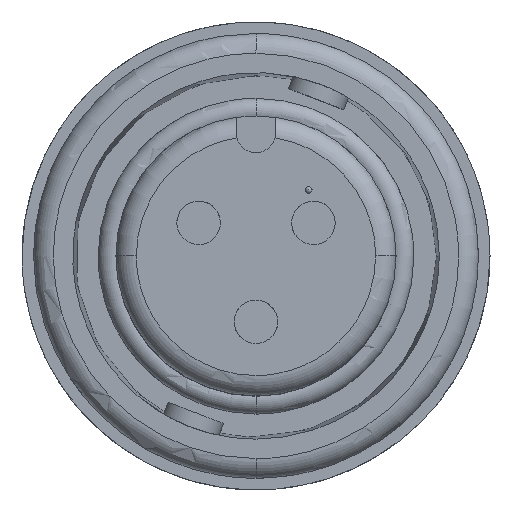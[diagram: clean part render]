
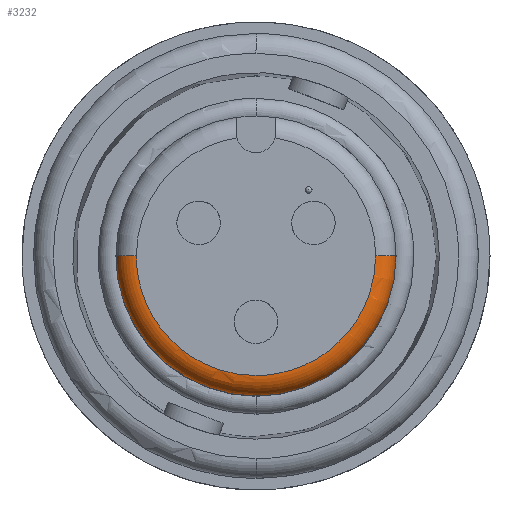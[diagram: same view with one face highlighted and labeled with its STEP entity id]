
A CAD part, top view. The second image highlights one B-rep face of the part: STEP entity #3232.
In plain terms, the highlighted toroidal (fillet/blend) face has major radius 4.61 mm and minor radius 0.787 mm.
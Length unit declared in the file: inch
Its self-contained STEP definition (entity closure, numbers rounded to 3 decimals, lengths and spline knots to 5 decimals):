
#474 = CARTESIAN_POINT ( 'NONE',  ( -0.09141, -0.15859, 0.313 ) ) ;
#1283 = CIRCLE ( 'NONE', #6673, 0.031 ) ;
#1314 = CARTESIAN_POINT ( 'NONE',  ( 0., -0.1815, 0.313 ) ) ;
#1543 = TOROIDAL_SURFACE ( 'NONE', #11032, 0.1815, 0.031 ) ;
#1912 = EDGE_CURVE ( 'NONE', #5613, #11550, #20924, .T. ) ;
#2156 = CARTESIAN_POINT ( 'NONE',  ( -0.14514, -0.11154, 0.313 ) ) ;
#2599 = EDGE_CURVE ( 'NONE', #19598, #11599, #1283, .T. ) ;
#2690 = CARTESIAN_POINT ( 'NONE',  ( 0., 0., 0.282 ) ) ;
#3216 = ORIENTED_EDGE ( 'NONE', *, *, #1912, .T. ) ;
#3232 = ADVANCED_FACE ( 'NONE', ( #18819 ), #1543, .T. ) ;
#3825 = CARTESIAN_POINT ( 'NONE',  ( -0.17678, -0.04751, 0.313 ) ) ;
#4804 = B_SPLINE_CURVE_WITH_KNOTS ( 'NONE', 3,
 ( #18825, #20507, #10465, #474, #12161, #2156, #13826, #3825, #15533, #5505 ),
 .UNSPECIFIED., .F., .F.,
 ( 4, 2, 2, 2, 4 ),
 ( 0., 0.25, 0.5, 0.75, 1. ),
 .UNSPECIFIED. ) ;
#5165 = AXIS2_PLACEMENT_3D ( 'NONE', #18580, #8553, #20272 ) ;
#5505 = CARTESIAN_POINT ( 'NONE',  ( -0.1815, 0., 0.313 ) ) ;
#5613 = VERTEX_POINT ( 'NONE', #12981 ) ;
#6277 = CARTESIAN_POINT ( 'NONE',  ( 0.17678, -0.04751, 0.313 ) ) ;
#6499 = EDGE_CURVE ( 'NONE', #5613, #19598, #18267, .T. ) ;
#6673 = AXIS2_PLACEMENT_3D ( 'NONE', #7675, #19383, #9340 ) ;
#7277 = CARTESIAN_POINT ( 'NONE',  ( -0.2125, 0., 0.282 ) ) ;
#7505 = DIRECTION ( 'NONE',  ( 1., 0., 0. ) ) ;
#7675 = CARTESIAN_POINT ( 'NONE',  ( -0.1815, 0., 0.282 ) ) ;
#7962 = CARTESIAN_POINT ( 'NONE',  ( 0.14514, -0.11154, 0.313 ) ) ;
#8012 = CARTESIAN_POINT ( 'NONE',  ( 0.1815, 0., 0.282 ) ) ;
#8353 = CARTESIAN_POINT ( 'NONE',  ( 0., -0.1815, 0.313 ) ) ;
#8531 = ORIENTED_EDGE ( 'NONE', *, *, #14386, .T. ) ;
#8553 = DIRECTION ( 'NONE',  ( 0., 0., -1. ) ) ;
#9340 = DIRECTION ( 'NONE',  ( -1., 0., 0. ) ) ;
#9631 = CARTESIAN_POINT ( 'NONE',  ( 0.09141, -0.15859, 0.313 ) ) ;
#9690 = DIRECTION ( 'NONE',  ( 0., 0., -1. ) ) ;
#10001 = VERTEX_POINT ( 'NONE', #8353 ) ;
#10465 = CARTESIAN_POINT ( 'NONE',  ( -0.04751, -0.17678, 0.313 ) ) ;
#11032 = AXIS2_PLACEMENT_3D ( 'NONE', #2690, #17528, #7505 ) ;
#11318 = CARTESIAN_POINT ( 'NONE',  ( 0.02376, -0.1815, 0.313 ) ) ;
#11550 = VERTEX_POINT ( 'NONE', #19356 ) ;
#11599 = VERTEX_POINT ( 'NONE', #14437 ) ;
#12161 = CARTESIAN_POINT ( 'NONE',  ( -0.11154, -0.14514, 0.313 ) ) ;
#12981 = CARTESIAN_POINT ( 'NONE',  ( 0.2125, 0., 0.282 ) ) ;
#13196 = ORIENTED_EDGE ( 'NONE', *, *, #17890, .T. ) ;
#13826 = CARTESIAN_POINT ( 'NONE',  ( -0.15859, -0.09141, 0.313 ) ) ;
#14234 = ORIENTED_EDGE ( 'NONE', *, *, #6499, .F. ) ;
#14386 = EDGE_CURVE ( 'NONE', #10001, #11599, #4804, .T. ) ;
#14437 = CARTESIAN_POINT ( 'NONE',  ( -0.1815, 0., 0.313 ) ) ;
#14610 = CARTESIAN_POINT ( 'NONE',  ( 0.1815, 0., 0.313 ) ) ;
#15533 = CARTESIAN_POINT ( 'NONE',  ( -0.1815, -0.02376, 0.313 ) ) ;
#16296 = CARTESIAN_POINT ( 'NONE',  ( 0.1815, -0.02376, 0.313 ) ) ;
#17528 = DIRECTION ( 'NONE',  ( 0., 0., 1. ) ) ;
#17890 = EDGE_CURVE ( 'NONE', #11550, #10001, #18344, .T. ) ;
#17988 = CARTESIAN_POINT ( 'NONE',  ( 0.15859, -0.09141, 0.313 ) ) ;
#18267 = CIRCLE ( 'NONE', #5165, 0.2125 ) ;
#18309 = EDGE_LOOP ( 'NONE', ( #21511, #14234, #3216, #13196, #8531 ) ) ;
#18344 = B_SPLINE_CURVE_WITH_KNOTS ( 'NONE', 3,
 ( #14610, #16296, #6277, #17988, #7962, #19674, #9631, #21346, #11318, #1314 ),
 .UNSPECIFIED., .F., .F.,
 ( 4, 2, 2, 2, 4 ),
 ( 0., 0.25, 0.5, 0.75, 1. ),
 .UNSPECIFIED. ) ;
#18580 = CARTESIAN_POINT ( 'NONE',  ( 0., 0., 0.282 ) ) ;
#18819 = FACE_OUTER_BOUND ( 'NONE', #18309, .T. ) ;
#18825 = CARTESIAN_POINT ( 'NONE',  ( 0., -0.1815, 0.313 ) ) ;
#19356 = CARTESIAN_POINT ( 'NONE',  ( 0.1815, 0., 0.313 ) ) ;
#19383 = DIRECTION ( 'NONE',  ( 0., 1., 0. ) ) ;
#19598 = VERTEX_POINT ( 'NONE', #7277 ) ;
#19674 = CARTESIAN_POINT ( 'NONE',  ( 0.11154, -0.14514, 0.313 ) ) ;
#19738 = DIRECTION ( 'NONE',  ( 0., -1., 0. ) ) ;
#20272 = DIRECTION ( 'NONE',  ( 1., 0., 0. ) ) ;
#20507 = CARTESIAN_POINT ( 'NONE',  ( -0.02376, -0.1815, 0.313 ) ) ;
#20924 = CIRCLE ( 'NONE', #20975, 0.031 ) ;
#20975 = AXIS2_PLACEMENT_3D ( 'NONE', #8012, #19738, #9690 ) ;
#21346 = CARTESIAN_POINT ( 'NONE',  ( 0.04751, -0.17678, 0.313 ) ) ;
#21511 = ORIENTED_EDGE ( 'NONE', *, *, #2599, .F. ) ;
